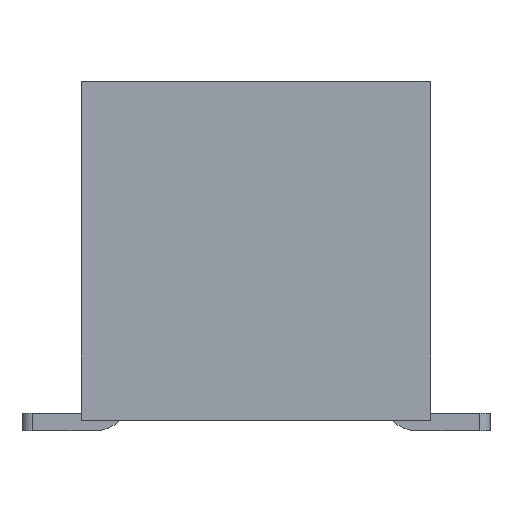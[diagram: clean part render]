
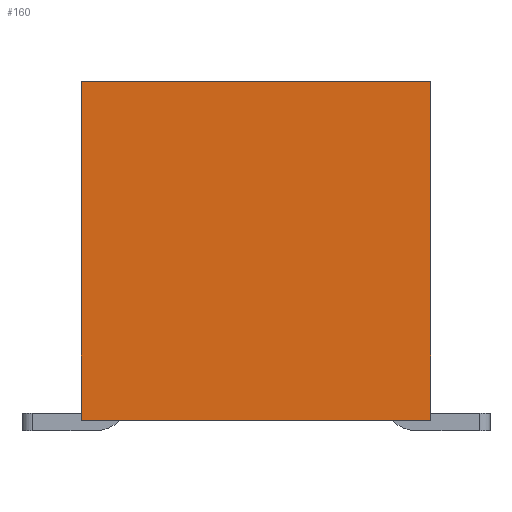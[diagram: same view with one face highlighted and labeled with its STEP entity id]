
A CAD part, left-side view. The second image highlights one B-rep face of the part: STEP entity #160.
In plain terms, the highlighted planar face has unit normal (-1, 0, 0).
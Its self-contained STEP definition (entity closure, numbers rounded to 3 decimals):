
#160=ADVANCED_FACE('',(#682),#426,.T.);
#426=PLANE('',#5163);
#682=FACE_OUTER_BOUND('',#966,.T.);
#966=EDGE_LOOP('',(#1396,#1397,#1398,#1399));
#1396=ORIENTED_EDGE('',*,*,#3287,.T.);
#1397=ORIENTED_EDGE('',*,*,#3273,.T.);
#1398=ORIENTED_EDGE('',*,*,#3303,.F.);
#1399=ORIENTED_EDGE('',*,*,#3304,.T.);
#2803=VERTEX_POINT('',#7086);
#2805=VERTEX_POINT('',#7090);
#2818=VERTEX_POINT('',#7119);
#2830=VERTEX_POINT('',#7148);
#3273=EDGE_CURVE('',#2803,#2805,#3995,.T.);
#3287=EDGE_CURVE('',#2818,#2803,#4009,.T.);
#3303=EDGE_CURVE('',#2830,#2805,#4025,.T.);
#3304=EDGE_CURVE('',#2830,#2818,#4026,.T.);
#3995=LINE('',#7091,#4637);
#4009=LINE('',#7118,#4651);
#4025=LINE('',#7147,#4667);
#4026=LINE('',#7149,#4668);
#4637=VECTOR('',#5636,1.);
#4651=VECTOR('',#5652,1.);
#4667=VECTOR('',#5670,1.);
#4668=VECTOR('',#5671,1.);
#5163=AXIS2_PLACEMENT_3D('',#7150,#5672,#5673);
#5636=DIRECTION('',(0.,1.,0.));
#5652=DIRECTION('',(0.,0.,1.));
#5670=DIRECTION('',(0.,0.,1.));
#5671=DIRECTION('',(0.,-1.,0.));
#5672=DIRECTION('',(-1.,0.,0.));
#5673=DIRECTION('',(0.,0.,1.));
#7086=CARTESIAN_POINT('',(0.,0.,4.4));
#7090=CARTESIAN_POINT('',(0.,5.,4.4));
#7091=CARTESIAN_POINT('',(0.,2.5,4.4));
#7118=CARTESIAN_POINT('',(0.,0.,0.));
#7119=CARTESIAN_POINT('',(0.,0.,-0.45));
#7147=CARTESIAN_POINT('',(0.,5.,0.));
#7148=CARTESIAN_POINT('',(0.,5.,-0.45));
#7149=CARTESIAN_POINT('',(0.,5.,-0.45));
#7150=CARTESIAN_POINT('',(0.,2.5,0.));
